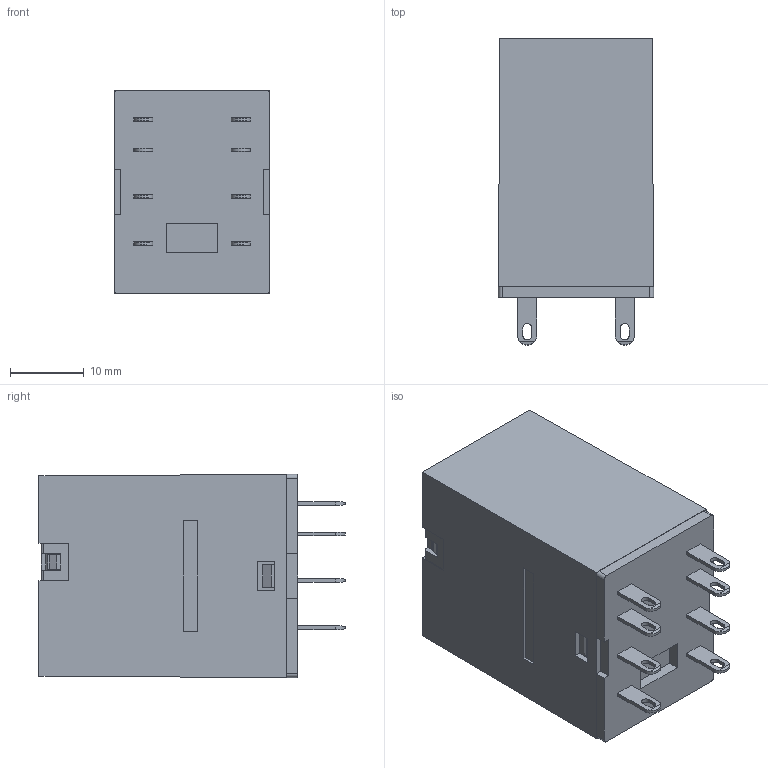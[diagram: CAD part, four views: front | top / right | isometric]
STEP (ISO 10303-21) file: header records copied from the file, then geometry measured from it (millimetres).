
FILE_DESCRIPTION (( 'STEP AP203' ), '1' );
FILE_NAME ('RU2S-C($)($)-###_rev0.0.STEP', '2021-12-24T07:27:29', ( '' ), ( '' ), 'SwSTEP 2.0', 'SolidWorks 2019', '' );
FILE_SCHEMA (( 'CONFIG_CONTROL_DESIGN' ));
Length unit declared in the file: millimetre
Products named in the file (3): RU2S-BASE-UNIT_蹬怮椔; RU-C-CASE-UNIT_蹬怮椔; RU2S-C($)($)-###_rev0.0
Assembly tree (2 placements, depth 2):
  RU2S-C($)($)-###_rev0.0
    RU2S-BASE-UNIT_蹬怮椔
    RU-C-CASE-UNIT_蹬怮椔
Bounding box: 21 x 41.4 x 27.5 mm (x, y, z)
Volume: 6215.5 mm3; surface area: 9611.6 mm2
Topology: 3 solids, 3 shells, 232 faces, 644 edges, 428 vertices
Faces by surface type: plane 196, cylinder 36
Entity records: 7707 total; most frequent: CARTESIAN_POINT 1393, ORIENTED_EDGE 1288, DIRECTION 1178, EDGE_CURVE 644, LINE 528, VECTOR 528, VERTEX_POINT 428, AXIS2_PLACEMENT_3D 325
